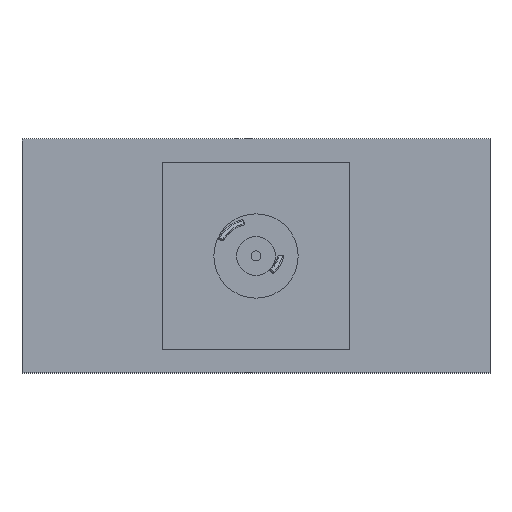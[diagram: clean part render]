
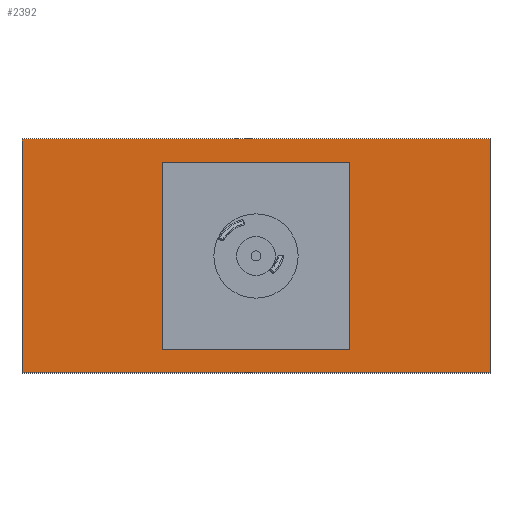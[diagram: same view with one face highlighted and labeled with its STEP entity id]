
A CAD part, top view. The second image highlights one B-rep face of the part: STEP entity #2392.
In plain terms, the highlighted planar face has unit normal (0, 0, 1).
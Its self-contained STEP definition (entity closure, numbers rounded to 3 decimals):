
#141 = VERTEX_POINT ( 'NONE', #2886 ) ;
#173 = FACE_OUTER_BOUND ( 'NONE', #1789, .T. ) ;
#271 = ORIENTED_EDGE ( 'NONE', *, *, #1004, .F. ) ;
#378 = EDGE_CURVE ( 'NONE', #2149, #2122, #1255, .T. ) ;
#461 = DIRECTION ( 'NONE',  ( 0., -1., 0. ) ) ;
#511 = VERTEX_POINT ( 'NONE', #1406 ) ;
#553 = CARTESIAN_POINT ( 'NONE',  ( -30., -30., 0. ) ) ;
#730 = ORIENTED_EDGE ( 'NONE', *, *, #2380, .T. ) ;
#751 = EDGE_CURVE ( 'NONE', #1468, #141, #2979, .T. ) ;
#822 = CARTESIAN_POINT ( 'NONE',  ( -30., 30., 0. ) ) ;
#996 = PLANE ( 'NONE',  #2266 ) ;
#1004 = EDGE_CURVE ( 'NONE', #3002, #1468, #1228, .T. ) ;
#1069 = DIRECTION ( 'NONE',  ( 1., 0., 0. ) ) ;
#1133 = DIRECTION ( 'NONE',  ( 0., 1., 0. ) ) ;
#1228 = LINE ( 'NONE', #3411, #2021 ) ;
#1255 = LINE ( 'NONE', #2368, #3171 ) ;
#1367 = CARTESIAN_POINT ( 'NONE',  ( -75., 37.5, 0. ) ) ;
#1406 = CARTESIAN_POINT ( 'NONE',  ( -75., -37.5, 0. ) ) ;
#1468 = VERTEX_POINT ( 'NONE', #3146 ) ;
#1508 = LINE ( 'NONE', #2918, #3452 ) ;
#1522 = ORIENTED_EDGE ( 'NONE', *, *, #2792, .F. ) ;
#1526 = EDGE_LOOP ( 'NONE', ( #2577, #1522, #3094, #271 ) ) ;
#1590 = DIRECTION ( 'NONE',  ( 1., 0., 0. ) ) ;
#1775 = VECTOR ( 'NONE', #1069, 1000. ) ;
#1783 = VECTOR ( 'NONE', #1590, 1000. ) ;
#1789 = EDGE_LOOP ( 'NONE', ( #2930, #2693, #3132, #730 ) ) ;
#1810 = CARTESIAN_POINT ( 'NONE',  ( 0., 0., 0. ) ) ;
#1888 = CARTESIAN_POINT ( 'NONE',  ( 30., 30., 0. ) ) ;
#2006 = EDGE_CURVE ( 'NONE', #2749, #2149, #1508, .T. ) ;
#2021 = VECTOR ( 'NONE', #2038, 1000. ) ;
#2038 = DIRECTION ( 'NONE',  ( 0., -1., 0. ) ) ;
#2082 = VECTOR ( 'NONE', #1133, 1000. ) ;
#2102 = EDGE_CURVE ( 'NONE', #511, #2749, #2694, .T. ) ;
#2103 = VERTEX_POINT ( 'NONE', #1888 ) ;
#2122 = VERTEX_POINT ( 'NONE', #1367 ) ;
#2149 = VERTEX_POINT ( 'NONE', #3033 ) ;
#2266 = AXIS2_PLACEMENT_3D ( 'NONE', #1810, #2602, #3477 ) ;
#2366 = LINE ( 'NONE', #3192, #2428 ) ;
#2368 = CARTESIAN_POINT ( 'NONE',  ( -75., 37.5, 0. ) ) ;
#2380 = EDGE_CURVE ( 'NONE', #2122, #511, #2366, .T. ) ;
#2392 = ADVANCED_FACE ( 'NONE', ( #2409, #173 ), #996, .T. ) ;
#2409 = FACE_BOUND ( 'NONE', #1526, .T. ) ;
#2428 = VECTOR ( 'NONE', #461, 1000. ) ;
#2433 = DIRECTION ( 'NONE',  ( -1., 0., 0. ) ) ;
#2577 = ORIENTED_EDGE ( 'NONE', *, *, #2703, .F. ) ;
#2602 = DIRECTION ( 'NONE',  ( 0., 0., 1. ) ) ;
#2693 = ORIENTED_EDGE ( 'NONE', *, *, #2006, .T. ) ;
#2694 = LINE ( 'NONE', #3322, #1775 ) ;
#2703 = EDGE_CURVE ( 'NONE', #2103, #3002, #3022, .T. ) ;
#2749 = VERTEX_POINT ( 'NONE', #3489 ) ;
#2759 = LINE ( 'NONE', #3379, #2082 ) ;
#2767 = DIRECTION ( 'NONE',  ( -1., 0., 0. ) ) ;
#2792 = EDGE_CURVE ( 'NONE', #141, #2103, #2759, .T. ) ;
#2878 = DIRECTION ( 'NONE',  ( 0., 1., 0. ) ) ;
#2886 = CARTESIAN_POINT ( 'NONE',  ( 30., -30., 0. ) ) ;
#2918 = CARTESIAN_POINT ( 'NONE',  ( 75., -37.5, 0. ) ) ;
#2930 = ORIENTED_EDGE ( 'NONE', *, *, #2102, .T. ) ;
#2942 = VECTOR ( 'NONE', #2433, 1000. ) ;
#2979 = LINE ( 'NONE', #553, #1783 ) ;
#3002 = VERTEX_POINT ( 'NONE', #822 ) ;
#3022 = LINE ( 'NONE', #3295, #2942 ) ;
#3033 = CARTESIAN_POINT ( 'NONE',  ( 75., 37.5, 0. ) ) ;
#3094 = ORIENTED_EDGE ( 'NONE', *, *, #751, .F. ) ;
#3132 = ORIENTED_EDGE ( 'NONE', *, *, #378, .T. ) ;
#3146 = CARTESIAN_POINT ( 'NONE',  ( -30., -30., 0. ) ) ;
#3171 = VECTOR ( 'NONE', #2767, 1000. ) ;
#3192 = CARTESIAN_POINT ( 'NONE',  ( -75., -37.5, 0. ) ) ;
#3295 = CARTESIAN_POINT ( 'NONE',  ( -30., 30., 0. ) ) ;
#3322 = CARTESIAN_POINT ( 'NONE',  ( -75., -37.5, 0. ) ) ;
#3379 = CARTESIAN_POINT ( 'NONE',  ( 30., -30., 0. ) ) ;
#3411 = CARTESIAN_POINT ( 'NONE',  ( -30., -30., 0. ) ) ;
#3452 = VECTOR ( 'NONE', #2878, 1000. ) ;
#3477 = DIRECTION ( 'NONE',  ( 1., 0., 0. ) ) ;
#3489 = CARTESIAN_POINT ( 'NONE',  ( 75., -37.5, 0. ) ) ;
